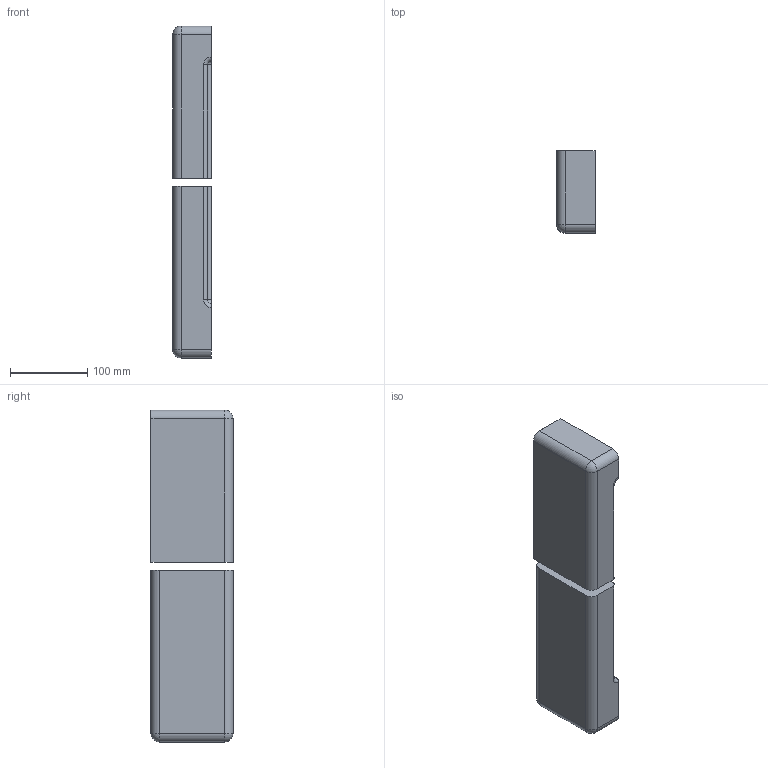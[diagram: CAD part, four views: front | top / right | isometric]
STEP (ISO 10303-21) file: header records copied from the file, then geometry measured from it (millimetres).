
FILE_DESCRIPTION(/* description */ ('STEP AP242','CAx-IF Rec.Pracs.---Representation and Presentation of Product Manufacturing Information (PMI)---4.0---2014-10-13','CAx-IF Rec.Pracs.---3D Tessellated Geometry---0.4---2014-09-14','2;1'),/* implementation_level */ '2;1');
FILE_NAME(/* name */ '688db20cc22e72051266c8a6',/* time_stamp */ '2025-08-02T06:37:00Z',/* author */ (''),/* organization */ (''),/* preprocessor_version */ 'ST-DEVELOPER v20',/* originating_system */ 'ONSHAPE BY PTC INC, 1.201',/* authorisation */ ' ');
FILE_SCHEMA (('AP242_MANAGED_MODEL_BASED_3D_ENGINEERING_MIM_LF { 1 0 10303 442 1 1 4 }'));
Length unit declared in the file: metre
Products named in the file (2): Vertical Left Up; Vertical Left Down
Bounding box: 50 x 106 x 429 mm (x, y, z)
Volume: 1340766 mm3; surface area: 226727 mm2
Topology: 2 solids, 2 shells, 80 faces, 202 edges, 121 vertices
Faces by surface type: cylinder 38, plane 35, sphere 5, torus 2
Full cylindrical faces by diameter (mm): 3.3 x6, 30 x2
Entity records: 2306 total; most frequent: DIRECTION 411, CARTESIAN_POINT 376, ORIENTED_EDGE 362, EDGE_CURVE 181, AXIS2_PLACEMENT_3D 148, LINE 115, VECTOR 115, VERTEX_POINT 113
